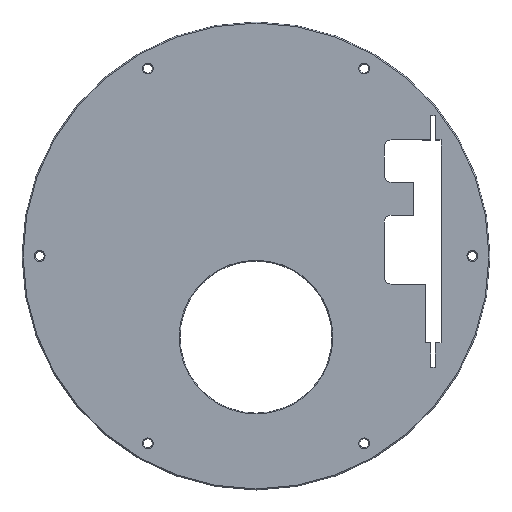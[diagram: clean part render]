
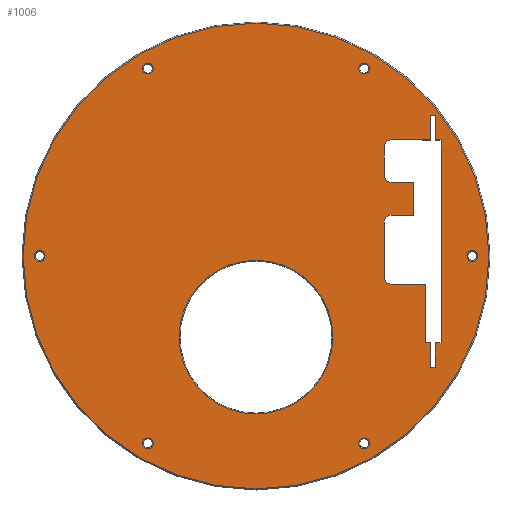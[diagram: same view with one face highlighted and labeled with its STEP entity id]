
A CAD part, top view. The second image highlights one B-rep face of the part: STEP entity #1006.
In plain terms, the highlighted planar face has unit normal (0, 0, 1).
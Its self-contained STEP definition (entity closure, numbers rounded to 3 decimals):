
#43=FACE_BOUND('',#180,.T.);
#44=FACE_BOUND('',#181,.T.);
#45=FACE_BOUND('',#182,.T.);
#46=FACE_BOUND('',#183,.T.);
#47=FACE_BOUND('',#184,.T.);
#48=FACE_BOUND('',#185,.T.);
#49=FACE_BOUND('',#186,.T.);
#50=FACE_BOUND('',#187,.T.);
#91=PLANE('',#1095);
#125=FACE_OUTER_BOUND('',#179,.T.);
#179=EDGE_LOOP('',(#832));
#180=EDGE_LOOP('',(#833,#834,#835,#836,#837,#838,#839,#840,#841,#842,#843,
#844,#845,#846,#847,#848,#849,#850,#851,#852,#853,#854));
#181=EDGE_LOOP('',(#855));
#182=EDGE_LOOP('',(#856));
#183=EDGE_LOOP('',(#857));
#184=EDGE_LOOP('',(#858));
#185=EDGE_LOOP('',(#859));
#186=EDGE_LOOP('',(#860));
#187=EDGE_LOOP('',(#861));
#221=LINE('',#1479,#308);
#224=LINE('',#1490,#311);
#230=LINE('',#1506,#317);
#233=LINE('',#1517,#320);
#235=LINE('',#1521,#322);
#239=LINE('',#1527,#326);
#240=LINE('',#1530,#327);
#244=LINE('',#1538,#331);
#247=LINE('',#1544,#334);
#250=LINE('',#1550,#337);
#256=LINE('',#1578,#343);
#259=LINE('',#1584,#346);
#262=LINE('',#1590,#349);
#265=LINE('',#1596,#352);
#271=LINE('',#1643,#358);
#276=LINE('',#1668,#363);
#282=LINE('',#1696,#369);
#284=LINE('',#1699,#371);
#308=VECTOR('',#1167,10.);
#311=VECTOR('',#1178,10.);
#317=VECTOR('',#1192,10.);
#320=VECTOR('',#1203,10.);
#322=VECTOR('',#1207,10.);
#326=VECTOR('',#1213,10.);
#327=VECTOR('',#1216,10.);
#331=VECTOR('',#1222,10.);
#334=VECTOR('',#1227,10.);
#337=VECTOR('',#1232,10.);
#343=VECTOR('',#1240,10.);
#346=VECTOR('',#1245,10.);
#349=VECTOR('',#1250,10.);
#352=VECTOR('',#1255,10.);
#358=VECTOR('',#1263,10.);
#363=VECTOR('',#1270,10.);
#369=VECTOR('',#1278,10.);
#371=VECTOR('',#1282,10.);
#390=CIRCLE('',#1046,2.5);
#392=CIRCLE('',#1050,2.5);
#394=CIRCLE('',#1054,2.5);
#396=CIRCLE('',#1058,2.5);
#408=CIRCLE('',#1096,86.1);
#409=CIRCLE('',#1097,2.);
#410=CIRCLE('',#1098,2.);
#411=CIRCLE('',#1099,2.);
#412=CIRCLE('',#1100,28.4);
#413=CIRCLE('',#1101,2.);
#414=CIRCLE('',#1102,2.);
#415=CIRCLE('',#1103,2.);
#436=VERTEX_POINT('',#1450);
#437=VERTEX_POINT('',#1452);
#443=VERTEX_POINT('',#1477);
#446=VERTEX_POINT('',#1484);
#447=VERTEX_POINT('',#1486);
#450=VERTEX_POINT('',#1496);
#451=VERTEX_POINT('',#1498);
#453=VERTEX_POINT('',#1504);
#456=VERTEX_POINT('',#1511);
#457=VERTEX_POINT('',#1513);
#458=VERTEX_POINT('',#1520);
#460=VERTEX_POINT('',#1529);
#463=VERTEX_POINT('',#1537);
#465=VERTEX_POINT('',#1543);
#467=VERTEX_POINT('',#1549);
#473=VERTEX_POINT('',#1576);
#475=VERTEX_POINT('',#1582);
#477=VERTEX_POINT('',#1588);
#479=VERTEX_POINT('',#1594);
#489=VERTEX_POINT('',#1641);
#495=VERTEX_POINT('',#1666);
#501=VERTEX_POINT('',#1694);
#503=VERTEX_POINT('',#1723);
#504=VERTEX_POINT('',#1725);
#505=VERTEX_POINT('',#1727);
#506=VERTEX_POINT('',#1729);
#507=VERTEX_POINT('',#1731);
#508=VERTEX_POINT('',#1733);
#509=VERTEX_POINT('',#1735);
#510=VERTEX_POINT('',#1737);
#529=EDGE_CURVE('',#436,#437,#390,.T.);
#537=EDGE_CURVE('',#436,#443,#221,.T.);
#540=EDGE_CURVE('',#446,#447,#392,.T.);
#542=EDGE_CURVE('',#446,#437,#224,.T.);
#546=EDGE_CURVE('',#450,#451,#394,.T.);
#550=EDGE_CURVE('',#450,#453,#230,.T.);
#553=EDGE_CURVE('',#456,#457,#396,.T.);
#555=EDGE_CURVE('',#456,#451,#233,.T.);
#557=EDGE_CURVE('',#458,#447,#235,.T.);
#561=EDGE_CURVE('',#453,#458,#239,.T.);
#562=EDGE_CURVE('',#460,#457,#240,.T.);
#566=EDGE_CURVE('',#463,#460,#244,.T.);
#569=EDGE_CURVE('',#465,#463,#247,.T.);
#572=EDGE_CURVE('',#467,#465,#250,.T.);
#580=EDGE_CURVE('',#443,#473,#256,.T.);
#583=EDGE_CURVE('',#473,#475,#259,.T.);
#586=EDGE_CURVE('',#475,#477,#262,.T.);
#589=EDGE_CURVE('',#477,#479,#265,.T.);
#599=EDGE_CURVE('',#479,#489,#271,.T.);
#606=EDGE_CURVE('',#489,#495,#276,.T.);
#614=EDGE_CURVE('',#495,#501,#282,.T.);
#616=EDGE_CURVE('',#501,#467,#284,.T.);
#628=EDGE_CURVE('',#503,#503,#408,.T.);
#629=EDGE_CURVE('',#504,#504,#409,.T.);
#630=EDGE_CURVE('',#505,#505,#410,.T.);
#631=EDGE_CURVE('',#506,#506,#411,.T.);
#632=EDGE_CURVE('',#507,#507,#412,.T.);
#633=EDGE_CURVE('',#508,#508,#413,.T.);
#634=EDGE_CURVE('',#509,#509,#414,.T.);
#635=EDGE_CURVE('',#510,#510,#415,.T.);
#832=ORIENTED_EDGE('',*,*,#628,.F.);
#833=ORIENTED_EDGE('',*,*,#572,.T.);
#834=ORIENTED_EDGE('',*,*,#569,.T.);
#835=ORIENTED_EDGE('',*,*,#566,.T.);
#836=ORIENTED_EDGE('',*,*,#562,.T.);
#837=ORIENTED_EDGE('',*,*,#553,.F.);
#838=ORIENTED_EDGE('',*,*,#555,.T.);
#839=ORIENTED_EDGE('',*,*,#546,.F.);
#840=ORIENTED_EDGE('',*,*,#550,.T.);
#841=ORIENTED_EDGE('',*,*,#561,.T.);
#842=ORIENTED_EDGE('',*,*,#557,.T.);
#843=ORIENTED_EDGE('',*,*,#540,.F.);
#844=ORIENTED_EDGE('',*,*,#542,.T.);
#845=ORIENTED_EDGE('',*,*,#529,.F.);
#846=ORIENTED_EDGE('',*,*,#537,.T.);
#847=ORIENTED_EDGE('',*,*,#580,.T.);
#848=ORIENTED_EDGE('',*,*,#583,.T.);
#849=ORIENTED_EDGE('',*,*,#586,.T.);
#850=ORIENTED_EDGE('',*,*,#589,.T.);
#851=ORIENTED_EDGE('',*,*,#599,.T.);
#852=ORIENTED_EDGE('',*,*,#606,.T.);
#853=ORIENTED_EDGE('',*,*,#614,.T.);
#854=ORIENTED_EDGE('',*,*,#616,.T.);
#855=ORIENTED_EDGE('',*,*,#629,.F.);
#856=ORIENTED_EDGE('',*,*,#630,.F.);
#857=ORIENTED_EDGE('',*,*,#631,.F.);
#858=ORIENTED_EDGE('',*,*,#632,.F.);
#859=ORIENTED_EDGE('',*,*,#633,.F.);
#860=ORIENTED_EDGE('',*,*,#634,.F.);
#861=ORIENTED_EDGE('',*,*,#635,.F.);
#1006=ADVANCED_FACE('',(#125,#43,#44,#45,#46,#47,#48,#49,#50),#91,.T.);
#1046=AXIS2_PLACEMENT_3D('',#1453,#1158,#1159);
#1050=AXIS2_PLACEMENT_3D('',#1487,#1173,#1174);
#1054=AXIS2_PLACEMENT_3D('',#1499,#1185,#1186);
#1058=AXIS2_PLACEMENT_3D('',#1514,#1198,#1199);
#1095=AXIS2_PLACEMENT_3D('',#1722,#1325,#1326);
#1096=AXIS2_PLACEMENT_3D('',#1724,#1327,#1328);
#1097=AXIS2_PLACEMENT_3D('',#1726,#1329,#1330);
#1098=AXIS2_PLACEMENT_3D('',#1728,#1331,#1332);
#1099=AXIS2_PLACEMENT_3D('',#1730,#1333,#1334);
#1100=AXIS2_PLACEMENT_3D('',#1732,#1335,#1336);
#1101=AXIS2_PLACEMENT_3D('',#1734,#1337,#1338);
#1102=AXIS2_PLACEMENT_3D('',#1736,#1339,#1340);
#1103=AXIS2_PLACEMENT_3D('',#1738,#1341,#1342);
#1158=DIRECTION('center_axis',(0.,0.,1.));
#1159=DIRECTION('ref_axis',(-0.707,0.707,0.));
#1167=DIRECTION('',(1.,0.,0.));
#1173=DIRECTION('center_axis',(0.,0.,1.));
#1174=DIRECTION('ref_axis',(-0.707,-0.707,0.));
#1178=DIRECTION('',(0.,1.,0.));
#1185=DIRECTION('center_axis',(0.,0.,1.));
#1186=DIRECTION('ref_axis',(-0.707,0.707,0.));
#1192=DIRECTION('',(1.,0.,0.));
#1198=DIRECTION('center_axis',(0.,0.,1.));
#1199=DIRECTION('ref_axis',(-0.707,-0.707,0.));
#1203=DIRECTION('',(0.,1.,0.));
#1207=DIRECTION('',(-1.,0.,0.));
#1213=DIRECTION('',(0.,1.,0.));
#1216=DIRECTION('',(-1.,0.,0.));
#1222=DIRECTION('',(0.,1.,0.));
#1227=DIRECTION('',(-1.,0.,0.));
#1232=DIRECTION('',(0.,1.,0.));
#1240=DIRECTION('',(0.,1.,0.));
#1245=DIRECTION('',(1.,0.,0.));
#1250=DIRECTION('',(0.,-1.,0.));
#1255=DIRECTION('',(1.,0.,0.));
#1263=DIRECTION('',(0.,-1.,0.));
#1270=DIRECTION('',(-1.,0.,0.));
#1278=DIRECTION('',(0.,-1.,0.));
#1282=DIRECTION('',(-1.,0.,0.));
#1325=DIRECTION('center_axis',(0.,0.,1.));
#1326=DIRECTION('ref_axis',(-1.,0.,0.));
#1327=DIRECTION('center_axis',(0.,0.,-1.));
#1328=DIRECTION('ref_axis',(-1.,0.,0.));
#1329=DIRECTION('center_axis',(0.,0.,1.));
#1330=DIRECTION('ref_axis',(-1.,0.,0.));
#1331=DIRECTION('center_axis',(0.,0.,1.));
#1332=DIRECTION('ref_axis',(-1.,0.,0.));
#1333=DIRECTION('center_axis',(0.,0.,1.));
#1334=DIRECTION('ref_axis',(-1.,0.,0.));
#1335=DIRECTION('center_axis',(0.,0.,1.));
#1336=DIRECTION('ref_axis',(-1.,0.,0.));
#1337=DIRECTION('center_axis',(0.,0.,1.));
#1338=DIRECTION('ref_axis',(-1.,0.,0.));
#1339=DIRECTION('center_axis',(0.,0.,1.));
#1340=DIRECTION('ref_axis',(-1.,0.,0.));
#1341=DIRECTION('center_axis',(0.,0.,1.));
#1342=DIRECTION('ref_axis',(-1.,0.,0.));
#1450=CARTESIAN_POINT('',(49.936,42.886,10.5));
#1452=CARTESIAN_POINT('',(47.436,40.386,10.5));
#1453=CARTESIAN_POINT('Origin',(49.936,40.386,10.5));
#1477=CARTESIAN_POINT('',(64.533,42.886,10.5));
#1479=CARTESIAN_POINT('',(32.266,42.886,10.5));
#1484=CARTESIAN_POINT('',(47.436,29.741,10.5));
#1486=CARTESIAN_POINT('',(49.936,27.241,10.5));
#1487=CARTESIAN_POINT('Origin',(49.936,29.741,10.5));
#1490=CARTESIAN_POINT('',(47.436,21.443,10.5));
#1496=CARTESIAN_POINT('',(49.936,15.005,10.5));
#1498=CARTESIAN_POINT('',(47.436,12.505,10.5));
#1499=CARTESIAN_POINT('Origin',(49.936,12.505,10.5));
#1504=CARTESIAN_POINT('',(58.256,15.005,10.5));
#1506=CARTESIAN_POINT('',(29.128,15.005,10.5));
#1511=CARTESIAN_POINT('',(47.436,-7.865,10.5));
#1513=CARTESIAN_POINT('',(49.936,-10.365,10.5));
#1514=CARTESIAN_POINT('Origin',(49.936,-7.865,10.5));
#1517=CARTESIAN_POINT('',(47.436,7.503,10.5));
#1520=CARTESIAN_POINT('',(58.256,27.241,10.5));
#1521=CARTESIAN_POINT('',(23.718,27.241,10.5));
#1527=CARTESIAN_POINT('',(58.256,13.621,10.5));
#1529=CARTESIAN_POINT('',(62.645,-10.365,10.5));
#1530=CARTESIAN_POINT('',(23.718,-10.365,10.5));
#1537=CARTESIAN_POINT('',(62.645,-32.114,10.5));
#1538=CARTESIAN_POINT('',(62.645,-5.183,10.5));
#1543=CARTESIAN_POINT('',(64.533,-32.114,10.5));
#1544=CARTESIAN_POINT('',(31.322,-32.114,10.5));
#1549=CARTESIAN_POINT('',(64.533,-41.114,10.5));
#1550=CARTESIAN_POINT('',(64.533,-16.057,10.5));
#1576=CARTESIAN_POINT('',(64.533,51.886,10.5));
#1578=CARTESIAN_POINT('',(64.533,25.943,10.5));
#1582=CARTESIAN_POINT('',(66.333,51.886,10.5));
#1584=CARTESIAN_POINT('',(33.166,51.886,10.5));
#1588=CARTESIAN_POINT('',(66.333,42.886,10.5));
#1590=CARTESIAN_POINT('',(66.333,21.443,10.5));
#1594=CARTESIAN_POINT('',(68.436,42.886,10.5));
#1596=CARTESIAN_POINT('',(34.218,42.886,10.5));
#1641=CARTESIAN_POINT('',(68.436,-32.114,10.5));
#1643=CARTESIAN_POINT('',(68.436,-16.057,10.5));
#1666=CARTESIAN_POINT('',(66.333,-32.114,10.5));
#1668=CARTESIAN_POINT('',(33.166,-32.114,10.5));
#1694=CARTESIAN_POINT('',(66.333,-41.114,10.5));
#1696=CARTESIAN_POINT('',(66.333,-20.557,10.5));
#1699=CARTESIAN_POINT('',(32.266,-41.114,10.5));
#1722=CARTESIAN_POINT('Origin',(0.,0.,10.5));
#1723=CARTESIAN_POINT('',(86.1,0.,10.5));
#1724=CARTESIAN_POINT('Origin',(0.,0.,10.5));
#1725=CARTESIAN_POINT('',(82.,0.,10.5));
#1726=CARTESIAN_POINT('Origin',(80.,0.,10.5));
#1727=CARTESIAN_POINT('',(-38.,69.282,10.5));
#1728=CARTESIAN_POINT('Origin',(-40.,69.282,10.5));
#1729=CARTESIAN_POINT('',(-38.,-69.282,10.5));
#1730=CARTESIAN_POINT('Origin',(-40.,-69.282,10.5));
#1731=CARTESIAN_POINT('',(28.4,-30.,10.5));
#1732=CARTESIAN_POINT('Origin',(0.,-30.,10.5));
#1733=CARTESIAN_POINT('',(42.,-69.282,10.5));
#1734=CARTESIAN_POINT('Origin',(40.,-69.282,10.5));
#1735=CARTESIAN_POINT('',(-78.,0.,10.5));
#1736=CARTESIAN_POINT('Origin',(-80.,0.,10.5));
#1737=CARTESIAN_POINT('',(42.,69.282,10.5));
#1738=CARTESIAN_POINT('Origin',(40.,69.282,10.5));
